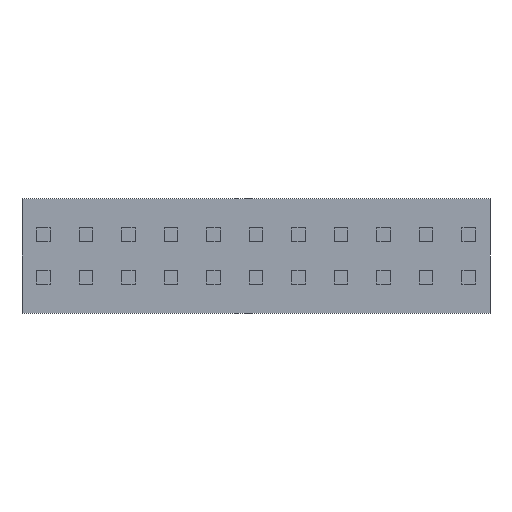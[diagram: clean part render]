
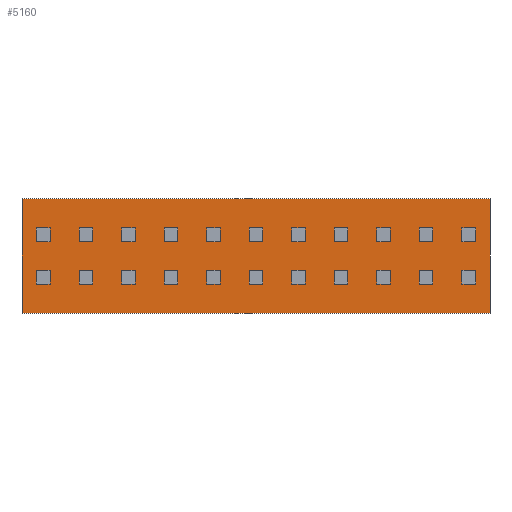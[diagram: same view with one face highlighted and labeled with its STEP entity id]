
A CAD part, front view. The second image highlights one B-rep face of the part: STEP entity #5160.
In plain terms, the highlighted planar face has unit normal (0, -1, 0).
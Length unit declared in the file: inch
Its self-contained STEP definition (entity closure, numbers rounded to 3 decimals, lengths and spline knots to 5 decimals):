
#1465=ORIENTED_EDGE('',*,*,#2173,.F.);
#1466=ORIENTED_EDGE('',*,*,#2183,.F.);
#1467=ORIENTED_EDGE('',*,*,#2180,.F.);
#1468=ORIENTED_EDGE('',*,*,#2177,.F.);
#2173=EDGE_CURVE('',#2625,#2626,#3337,.T.);
#2177=EDGE_CURVE('',#2626,#2629,#3341,.T.);
#2180=EDGE_CURVE('',#2629,#2631,#3344,.T.);
#2183=EDGE_CURVE('',#2631,#2625,#3347,.T.);
#2625=VERTEX_POINT('',#8165);
#2626=VERTEX_POINT('',#8166);
#2629=VERTEX_POINT('',#8174);
#2631=VERTEX_POINT('',#8180);
#3337=LINE('',#8164,#4053);
#3341=LINE('',#8173,#4057);
#3344=LINE('',#8179,#4060);
#3347=LINE('',#8185,#4063);
#4053=VECTOR('',#6724,39.37008);
#4057=VECTOR('',#6730,39.37008);
#4060=VECTOR('',#6735,39.37008);
#4063=VECTOR('',#6740,39.37008);
#4338=EDGE_LOOP('',(#1465,#1466,#1467,#1468));
#4612=FACE_BOUND('',#4338,.T.);
#4886=PLANE('',#5474);
#5160=ADVANCED_FACE('',(#4612),#4886,.F.);
#5474=AXIS2_PLACEMENT_3D('',#8188,#6744,#6745);
#6724=DIRECTION('',(0.,0.,1.));
#6730=DIRECTION('',(1.,0.,0.));
#6735=DIRECTION('',(0.,0.,-1.));
#6740=DIRECTION('',(-1.,0.,0.));
#6744=DIRECTION('',(0.,1.,0.));
#6745=DIRECTION('',(0.,0.,1.));
#8164=CARTESIAN_POINT('',(-0.275,0.,-0.0675));
#8165=CARTESIAN_POINT('',(-0.275,0.,-0.0675));
#8166=CARTESIAN_POINT('',(-0.275,0.,0.0675));
#8173=CARTESIAN_POINT('',(-0.275,0.,0.0675));
#8174=CARTESIAN_POINT('',(0.275,0.,0.0675));
#8179=CARTESIAN_POINT('',(0.275,0.,0.0675));
#8180=CARTESIAN_POINT('',(0.275,0.,-0.0675));
#8185=CARTESIAN_POINT('',(0.275,0.,-0.0675));
#8188=CARTESIAN_POINT('',(0.,0.,0.));
